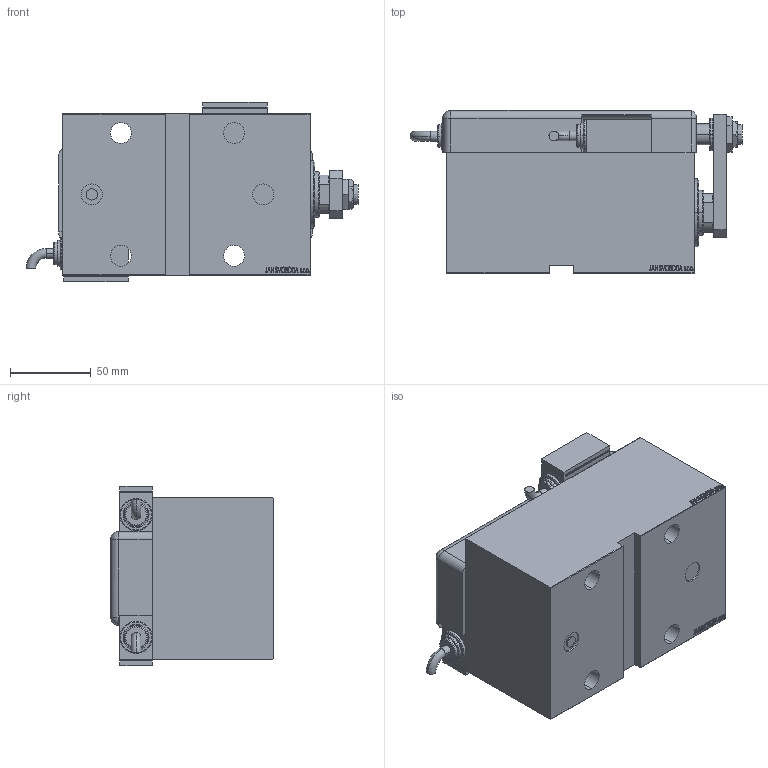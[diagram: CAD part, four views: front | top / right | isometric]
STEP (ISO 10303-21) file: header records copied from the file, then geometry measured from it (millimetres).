
FILE_DESCRIPTION (( 'STEP AP203' ), '1' );
FILE_NAME ('e4d8.STEP', '2024-02-11T13:19:04', ( '' ), ( '' ), 'SwSTEP 2.0', 'SolidWorks 2019', '' );
FILE_SCHEMA (( 'CONFIG_CONTROL_DESIGN' ));
Length unit declared in the file: millimetre
Products named in the file (13): MAGNETIC SWITCH Q 2ef2ce7a7434c274ee94ec50c417188c; V450CM_E_Body 2ef2ce7a7434c274ee94ec50c417188c; NUT_D19 2ef2ce7a7434c274ee94ec50c417188c; SWITCH DIM A_G 2ef2ce7a7434c274ee94ec50c417188c; NUT_D13 2ef2ce7a7434c274ee94ec50c417188c; V450CM_E_VCP 2ef2ce7a7434c274ee94ec50c417188c; ZARAZKA_Q 2ef2ce7a7434c274ee94ec50c417188c; V450CM_VC_B 2ef2ce7a7434c274ee94ec50c417188c; TYC 2ef2ce7a7434c274ee94ec50c417188c; SWITCH Q 2ef2ce7a7434c274ee94ec50c417188c; KRYT 2ef2ce7a7434c274ee94ec50c417188c; e4d8; SWITCH_Q_FRONT_BACK 2ef2ce7a7434c274ee94ec50c417188c
Assembly tree (13 placements, depth 3):
  e4d8
    V450CM_E_Body 2ef2ce7a7434c274ee94ec50c417188c
    V450CM_E_VCP 2ef2ce7a7434c274ee94ec50c417188c
    V450CM_VC_B 2ef2ce7a7434c274ee94ec50c417188c
    MAGNETIC SWITCH Q 2ef2ce7a7434c274ee94ec50c417188c
      SWITCH_Q_FRONT_BACK 2ef2ce7a7434c274ee94ec50c417188c
      TYC 2ef2ce7a7434c274ee94ec50c417188c
      ZARAZKA_Q 2ef2ce7a7434c274ee94ec50c417188c
      SWITCH DIM A_G 2ef2ce7a7434c274ee94ec50c417188c
      NUT_D19 2ef2ce7a7434c274ee94ec50c417188c
      NUT_D13 2ef2ce7a7434c274ee94ec50c417188c
      KRYT 2ef2ce7a7434c274ee94ec50c417188c
      SWITCH Q 2ef2ce7a7434c274ee94ec50c417188c  x2
Bounding box: 205.46 x 100.8 x 111 mm (x, y, z)
Volume: 1155548.6 mm3; surface area: 204526.2 mm2
Topology: 13 solids, 13 shells, 1233 faces, 3136 edges, 2071 vertices
Faces by surface type: plane 615, bspline 471, cylinder 101, cone 22, torus 22, sphere 2
Entity records: 58675 total; most frequent: CARTESIAN_POINT 31386, ORIENTED_EDGE 6076, DIRECTION 3798, EDGE_CURVE 3038, VERTEX_POINT 2011, VECTOR 1828, LINE 1828, EDGE_LOOP 1359
